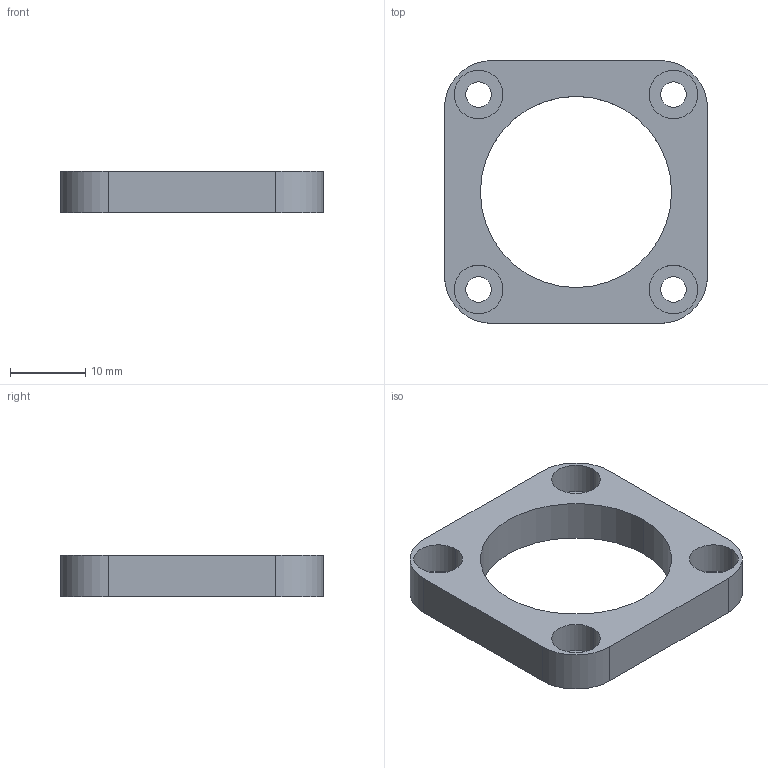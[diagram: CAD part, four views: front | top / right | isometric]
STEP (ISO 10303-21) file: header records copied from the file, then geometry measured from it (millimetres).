
FILE_DESCRIPTION (( 'STEP AP214' ), '1' );
FILE_NAME ('SM1A53-Solidworks.STEP', '2026-01-12T09:33:47', ( '' ), ( '' ), 'SwSTEP 2.0', 'SolidWorks 2023', '' );
FILE_SCHEMA (( 'AUTOMOTIVE_DESIGN' ));
Length unit declared in the file: millimetre
Products named in the file (1): SM1A53-Solidworks
Bounding box: 35.05 x 35.05 x 5.56 mm (x, y, z)
Volume: 3185.3 mm3; surface area: 2855.9 mm2
Topology: 1 solids, 1 shells, 40 faces, 94 edges, 60 vertices
Faces by surface type: cylinder 22, plane 10, cone 8
Entity records: 1209 total; most frequent: DIRECTION 228, CARTESIAN_POINT 195, ORIENTED_EDGE 188, EDGE_CURVE 94, AXIS2_PLACEMENT_3D 93, VERTEX_POINT 60, EDGE_LOOP 54, CIRCLE 52
